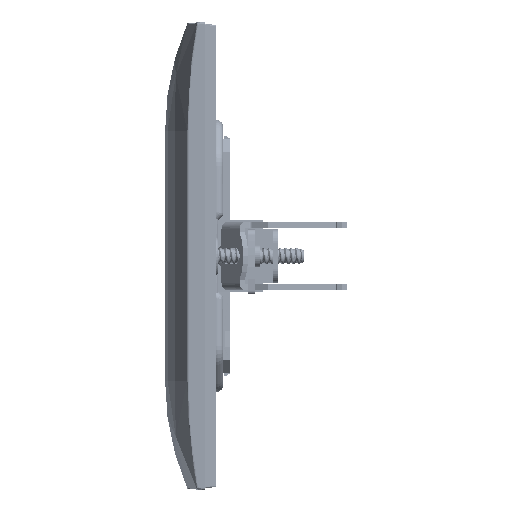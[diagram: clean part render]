
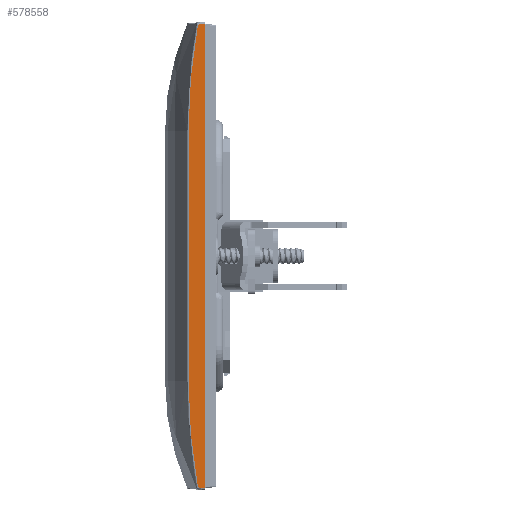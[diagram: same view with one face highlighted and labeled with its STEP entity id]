
A CAD part, left-side view. The second image highlights one B-rep face of the part: STEP entity #578558.
In plain terms, the highlighted planar face has unit normal (-0.999, 0.052, 0).
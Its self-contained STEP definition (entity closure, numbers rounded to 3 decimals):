
#3056 = CARTESIAN_POINT ( 'NONE',  ( -42.838, 4.589, 277. ) ) ;
#10791 = CARTESIAN_POINT ( 'NONE',  ( -42.909, 3.24, 340.347 ) ) ;
#10836 = EDGE_CURVE ( 'NONE', #614860, #403291, #27458, .T. ) ;
#14131 = ORIENTED_EDGE ( 'NONE', *, *, #98619, .T. ) ;
#27458 = LINE ( 'NONE', #374363, #352574 ) ;
#27533 = B_SPLINE_CURVE_WITH_KNOTS ( 'NONE', 3,
 ( #317603, #657671, #214243, #151246, #10791, #461085 ),
 .UNSPECIFIED., .F., .F.,
 ( 4, 1, 1, 4 ),
 ( 0., 0.333, 0.667, 1. ),
 .UNSPECIFIED. ) ;
#30750 = DIRECTION ( 'NONE',  ( -0.052, -0.997, 0.052 ) ) ;
#54392 = VECTOR ( 'NONE', #456074, 1000. ) ;
#79803 = EDGE_CURVE ( 'NONE', #637192, #179025, #600702, .T. ) ;
#83493 = CARTESIAN_POINT ( 'NONE',  ( -42.838, 4.589, 274.843 ) ) ;
#86711 = CARTESIAN_POINT ( 'NONE',  ( -43., 1.5, 254.307 ) ) ;
#86768 = CARTESIAN_POINT ( 'NONE',  ( -42.838, 4.589, 277. ) ) ;
#95549 = LINE ( 'NONE', #405664, #309304 ) ;
#98619 = EDGE_CURVE ( 'NONE', #169686, #403291, #659198, .T. ) ;
#140366 = ORIENTED_EDGE ( 'NONE', *, *, #225147, .F. ) ;
#150418 = ORIENTED_EDGE ( 'NONE', *, *, #315000, .F. ) ;
#151246 = CARTESIAN_POINT ( 'NONE',  ( -42.875, 3.884, 335.99 ) ) ;
#169686 = VERTEX_POINT ( 'NONE', #399917 ) ;
#179025 = VERTEX_POINT ( 'NONE', #246016 ) ;
#193401 = DIRECTION ( 'NONE',  ( 0., 0., 1. ) ) ;
#202664 = CARTESIAN_POINT ( 'NONE',  ( -43., 1.5, 257.399 ) ) ;
#214243 = CARTESIAN_POINT ( 'NONE',  ( -42.845, 4.462, 329.479 ) ) ;
#225147 = EDGE_CURVE ( 'NONE', #566482, #614860, #27533, .T. ) ;
#236777 = CARTESIAN_POINT ( 'NONE',  ( -42.909, 3.24, 259.653 ) ) ;
#239125 = DIRECTION ( 'NONE',  ( -0.052, -0.997, -0.052 ) ) ;
#246016 = CARTESIAN_POINT ( 'NONE',  ( -42.838, 4.589, 277. ) ) ;
#296846 = LINE ( 'NONE', #3056, #420033 ) ;
#299600 = EDGE_CURVE ( 'NONE', #637192, #169686, #95549, .T. ) ;
#309304 = VECTOR ( 'NONE', #239125, 1000. ) ;
#315000 = EDGE_CURVE ( 'NONE', #179025, #566482, #296846, .T. ) ;
#317603 = CARTESIAN_POINT ( 'NONE',  ( -42.838, 4.589, 323. ) ) ;
#352574 = VECTOR ( 'NONE', #30750, 1000. ) ;
#373313 = AXIS2_PLACEMENT_3D ( 'NONE', #86711, #393507, #446623 ) ;
#373734 = FACE_OUTER_BOUND ( 'NONE', #458369, .T. ) ;
#374363 = CARTESIAN_POINT ( 'NONE',  ( -42.929, 2.853, 342.53 ) ) ;
#393136 = CARTESIAN_POINT ( 'NONE',  ( -42.838, 4.589, 323. ) ) ;
#393157 = ORIENTED_EDGE ( 'NONE', *, *, #79803, .F. ) ;
#393507 = DIRECTION ( 'NONE',  ( -0.999, 0.052, 0. ) ) ;
#399917 = CARTESIAN_POINT ( 'NONE',  ( -43., 1.5, 257.399 ) ) ;
#403291 = VERTEX_POINT ( 'NONE', #426326 ) ;
#405664 = CARTESIAN_POINT ( 'NONE',  ( -42.929, 2.853, 257.47 ) ) ;
#420033 = VECTOR ( 'NONE', #193401, 1000. ) ;
#426326 = CARTESIAN_POINT ( 'NONE',  ( -43., 1.5, 342.601 ) ) ;
#446623 = DIRECTION ( 'NONE',  ( 0., 0., 1. ) ) ;
#456074 = DIRECTION ( 'NONE',  ( 0., 0., 1. ) ) ;
#458369 = EDGE_LOOP ( 'NONE', ( #393157, #605694, #14131, #461675, #140366, #150418 ) ) ;
#461085 = CARTESIAN_POINT ( 'NONE',  ( -42.929, 2.853, 342.53 ) ) ;
#461675 = ORIENTED_EDGE ( 'NONE', *, *, #10836, .F. ) ;
#486964 = CARTESIAN_POINT ( 'NONE',  ( -42.875, 3.884, 264.009 ) ) ;
#500211 = CARTESIAN_POINT ( 'NONE',  ( -42.929, 2.853, 257.47 ) ) ;
#536855 = CARTESIAN_POINT ( 'NONE',  ( -42.929, 2.853, 257.47 ) ) ;
#548940 = CARTESIAN_POINT ( 'NONE',  ( -42.929, 2.853, 342.53 ) ) ;
#566482 = VERTEX_POINT ( 'NONE', #393136 ) ;
#576708 = PLANE ( 'NONE',  #373313 ) ;
#578558 = ADVANCED_FACE ( 'NONE', ( #373734 ), #576708, .T. ) ;
#593353 = CARTESIAN_POINT ( 'NONE',  ( -42.845, 4.462, 270.521 ) ) ;
#600702 = B_SPLINE_CURVE_WITH_KNOTS ( 'NONE', 3,
 ( #536855, #236777, #486964, #593353, #83493, #86768 ),
 .UNSPECIFIED., .F., .F.,
 ( 4, 1, 1, 4 ),
 ( 0., 0.333, 0.667, 1. ),
 .UNSPECIFIED. ) ;
#605694 = ORIENTED_EDGE ( 'NONE', *, *, #299600, .T. ) ;
#614860 = VERTEX_POINT ( 'NONE', #548940 ) ;
#637192 = VERTEX_POINT ( 'NONE', #500211 ) ;
#657671 = CARTESIAN_POINT ( 'NONE',  ( -42.838, 4.589, 325.156 ) ) ;
#659198 = LINE ( 'NONE', #202664, #54392 ) ;
